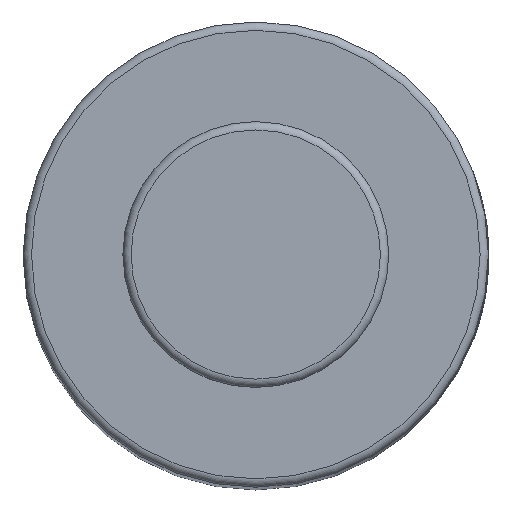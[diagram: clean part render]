
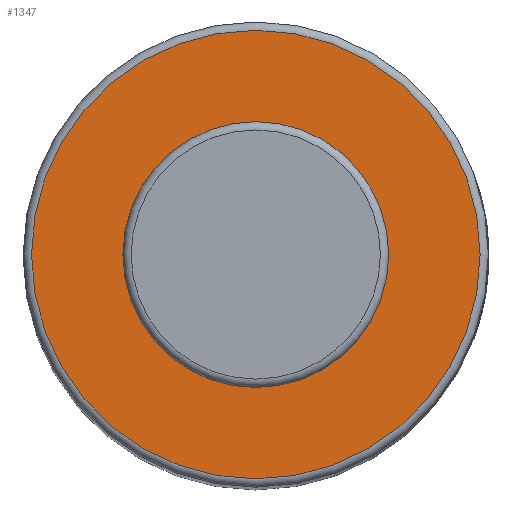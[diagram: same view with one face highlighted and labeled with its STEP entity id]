
A CAD part, top view. The second image highlights one B-rep face of the part: STEP entity #1347.
In plain terms, the highlighted planar face has unit normal (0, 0, 1).
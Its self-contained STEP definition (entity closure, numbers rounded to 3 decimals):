
#39=FACE_BOUND('',#459,.T.);
#54=CIRCLE('',#1421,4.);
#60=CIRCLE('',#1432,6.75);
#94=PLANE('',#1434);
#364=FACE_OUTER_BOUND('',#458,.T.);
#458=EDGE_LOOP('',(#1247));
#459=EDGE_LOOP('',(#1248));
#671=VERTEX_POINT('',#3809);
#676=VERTEX_POINT('',#3827);
#859=EDGE_CURVE('',#671,#671,#54,.T.);
#866=EDGE_CURVE('',#676,#676,#60,.T.);
#1247=ORIENTED_EDGE('',*,*,#866,.F.);
#1248=ORIENTED_EDGE('',*,*,#859,.T.);
#1347=ADVANCED_FACE('',(#364,#39),#94,.T.);
#1421=AXIS2_PLACEMENT_3D('',#3811,#1632,#1633);
#1432=AXIS2_PLACEMENT_3D('',#3828,#1655,#1656);
#1434=AXIS2_PLACEMENT_3D('',#3830,#1659,#1660);
#1632=DIRECTION('center_axis',(0.,0.,-1.));
#1633=DIRECTION('ref_axis',(1.,0.,0.));
#1655=DIRECTION('center_axis',(0.,0.,-1.));
#1656=DIRECTION('ref_axis',(1.,0.,0.));
#1659=DIRECTION('center_axis',(0.,0.,1.));
#1660=DIRECTION('ref_axis',(1.,0.,0.));
#3809=CARTESIAN_POINT('',(-4.,0.,48.5));
#3811=CARTESIAN_POINT('Origin',(0.,0.,48.5));
#3827=CARTESIAN_POINT('',(-6.75,0.,48.5));
#3828=CARTESIAN_POINT('Origin',(0.,0.,48.5));
#3830=CARTESIAN_POINT('Origin',(0.,0.,48.5));
